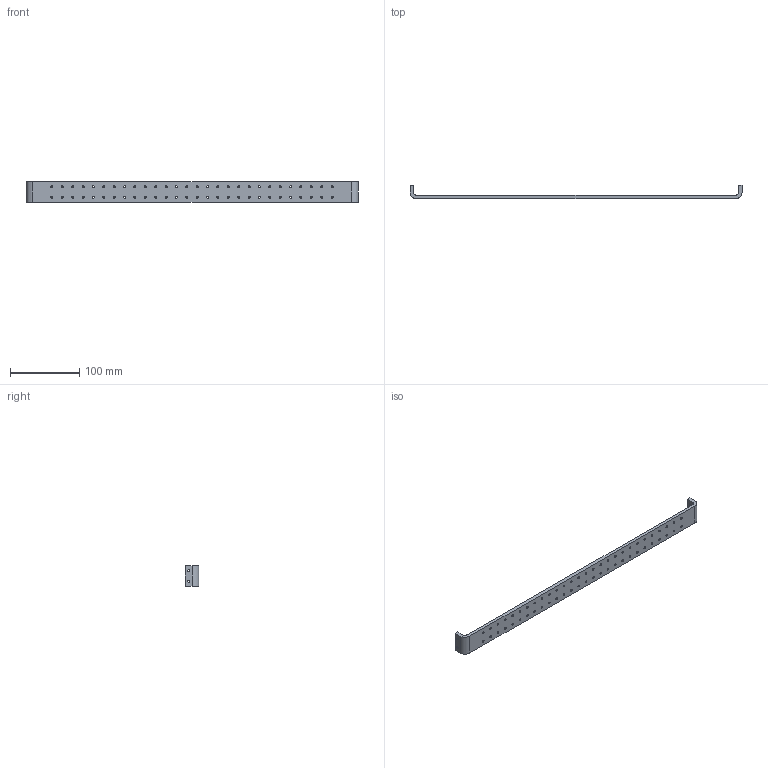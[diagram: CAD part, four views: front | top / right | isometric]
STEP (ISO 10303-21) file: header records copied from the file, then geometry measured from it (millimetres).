
FILE_DESCRIPTION(/* description */ (''),/* implementation_level */ '2;1');
FILE_NAME(/* name */ '48 by 2.0 connector v2.step',/* time_stamp */ '2025-09-12T22:53:53+08:00',/* author */ (''),/* organization */ (''),/* preprocessor_version */ 'ST-DEVELOPER v20.1',/* originating_system */ 'Autodesk Translation Framework v14.10.0.0',/* authorisation */ '');
FILE_SCHEMA (('AUTOMOTIVE_DESIGN { 1 0 10303 214 3 1 1 }'));
Length unit declared in the file: millimetre
Products named in the file (1): 48 by 2.0 connector
Bounding box: 480 x 20 x 30 mm (x, y, z)
Volume: 73413.7 mm3; surface area: 37528.5 mm2
Topology: 1 solids, 1 shells, 74 faces, 216 edges, 144 vertices
Faces by surface type: cylinder 64, plane 10
Full cylindrical faces by diameter (mm): 3 x60
Entity records: 2801 total; most frequent: DIRECTION 494, CARTESIAN_POINT 435, ORIENTED_EDGE 432, EDGE_CURVE 216, AXIS2_PLACEMENT_3D 203, EDGE_LOOP 194, VERTEX_POINT 144, CIRCLE 128
